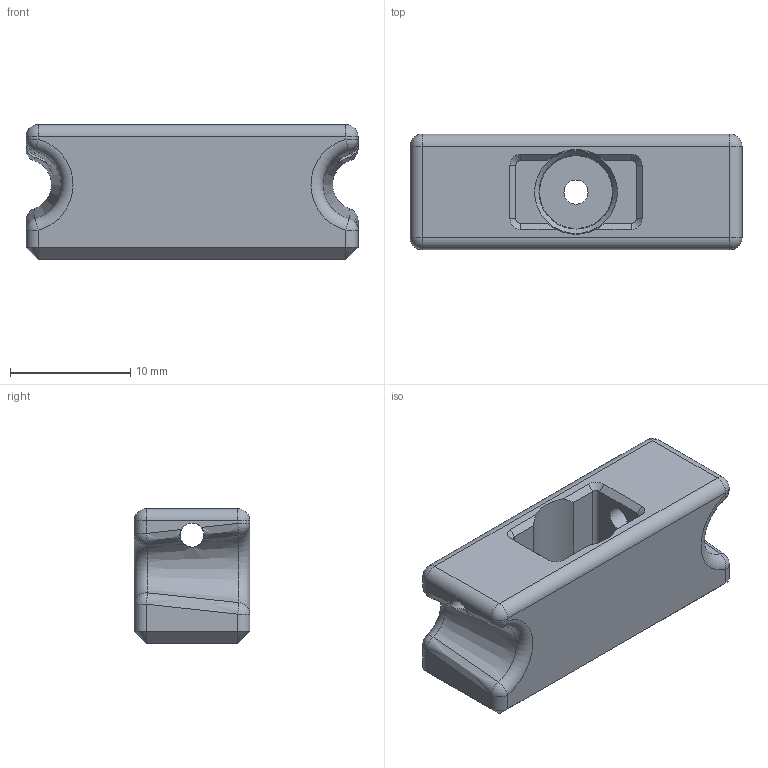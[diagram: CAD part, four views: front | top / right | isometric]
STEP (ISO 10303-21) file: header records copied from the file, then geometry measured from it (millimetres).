
FILE_DESCRIPTION(/* description */ (''),/* implementation_level */ '2;1');
FILE_NAME(/* name */ 'probe body.step',/* time_stamp */ '2022-07-08T10:01:09-07:00',/* author */ (''),/* organization */ (''),/* preprocessor_version */ 'ST-DEVELOPER v19',/* originating_system */ 'Autodesk Translation Framework v11.7.0.108',/* authorisation */ '');
FILE_SCHEMA (('AUTOMOTIVE_DESIGN { 1 0 10303 214 3 1 1 }'));
Length unit declared in the file: millimetre
Products named in the file (1): probe body
Bounding box: 27.6 x 9.6 x 11.2 mm (x, y, z)
Volume: 1859 mm3; surface area: 1887.2 mm2
Topology: 1 solids, 1 shells, 287 faces, 755 edges, 477 vertices
Faces by surface type: plane 129, bspline 92, cylinder 30, cone 19, sphere 12, torus 5
Full cylindrical faces by diameter (mm): 1.9 x2, 2 x3, 6.05 x1
Entity records: 9868 total; most frequent: CARTESIAN_POINT 3382, ORIENTED_EDGE 1502, DIRECTION 1041, EDGE_CURVE 751, VERTEX_POINT 477, LINE 433, VECTOR 433, EDGE_LOOP 308
